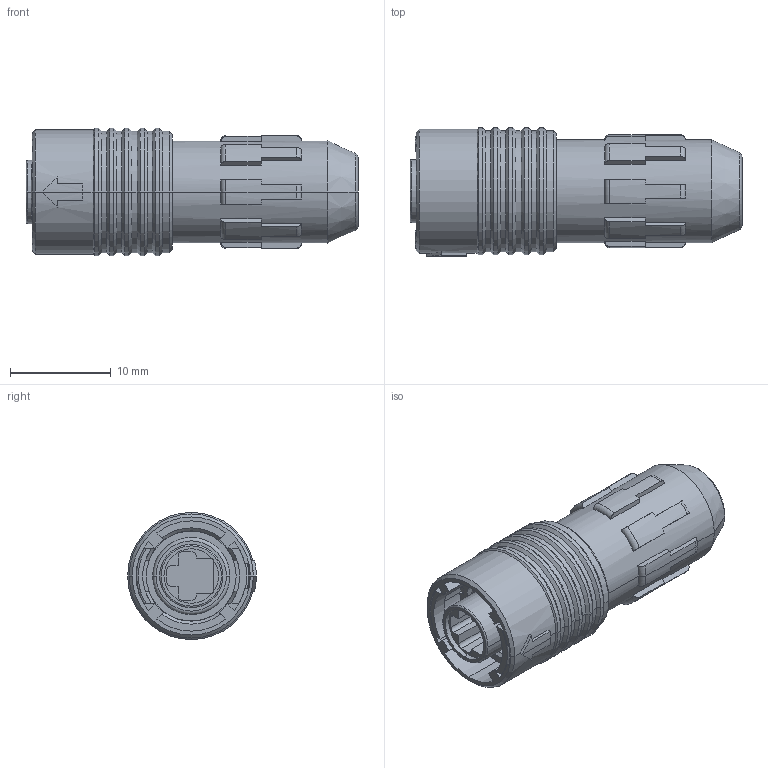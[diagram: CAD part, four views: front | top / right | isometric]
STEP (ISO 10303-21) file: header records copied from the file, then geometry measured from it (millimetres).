
FILE_DESCRIPTION(('CoCreate Modeling STEP Export'),'2;1');
FILE_NAME('HR30-6PA-6P.stp','2010-03-19T11:04:54',(''),(''),'CoCreate Modeling STEP processor for AP214 (Solid Model)','CoCreate Modeling 16.00B 02-Dec-2008 (C) Parametric Technology GmbH','');
FILE_SCHEMA(('AUTOMOTIVE_DESIGN { 1 0 10303 214 1 1 1 1 }'));
Length unit declared in the file: millimetre
Products named in the file (1): HR30-6PA-6P
Bounding box: 32.9 x 12.75 x 12.6 mm (x, y, z)
Volume: 2731.4 mm3; surface area: 2695.8 mm2
Topology: 1 solids, 1 shells, 289 faces, 757 edges, 482 vertices
Faces by surface type: plane 121, cylinder 99, cone 39, torus 30
Entity records: 10185 total; most frequent: CARTESIAN_POINT 3709, ORIENTED_EDGE 1514, DIRECTION 1145, EDGE_CURVE 757, VERTEX_POINT 482, AXIS2_PLACEMENT_3D 388, VECTOR 369, LINE 369
